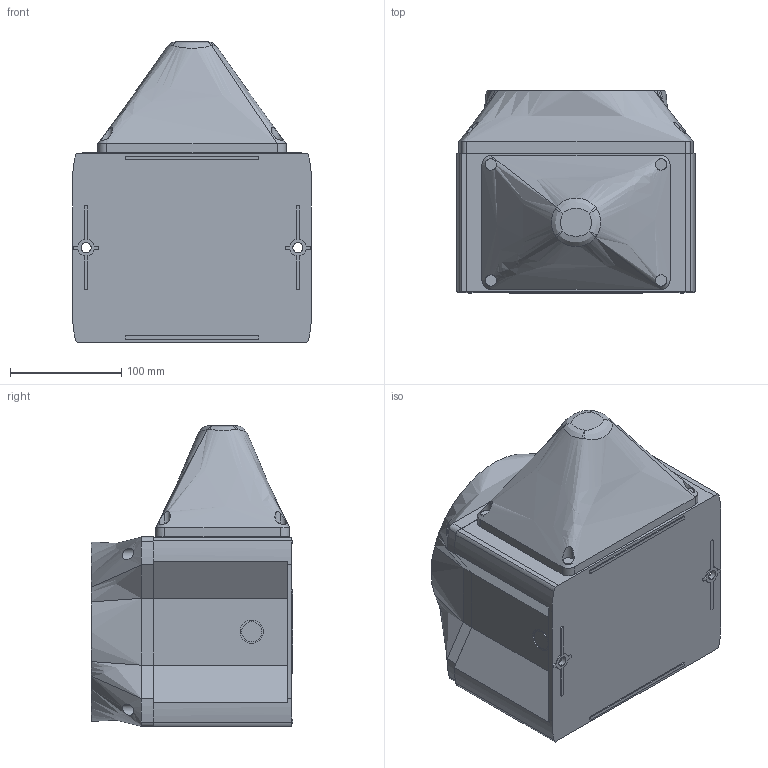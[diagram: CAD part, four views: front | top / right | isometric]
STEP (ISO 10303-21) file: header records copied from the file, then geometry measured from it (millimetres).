
FILE_DESCRIPTION (( 'STEP AP203' ), '1' );
FILE_NAME ('23372807055.step', '2023-10-12T14:12:16', ( '' ), ( '' ), 'SwSTEP 2.0', 'SolidWorks 2023', '' );
FILE_SCHEMA (( 'CONFIG_CONTROL_DESIGN' ));
Length unit declared in the file: inch
Products named in the file (1): 23372807055
Bounding box: 214.34 x 181.2 x 270 mm (x, y, z)
Volume: 5169171.4 mm3; surface area: 445179.1 mm2
Topology: 4 solids, 4 shells, 192 faces, 478 edges, 311 vertices
Faces by surface type: plane 92, cylinder 64, bspline 24, torus 8, cone 4
Entity records: 10675 total; most frequent: CARTESIAN_POINT 6102, ORIENTED_EDGE 944, DIRECTION 891, EDGE_CURVE 472, AXIS2_PLACEMENT_3D 315, VERTEX_POINT 311, VECTOR 261, LINE 261
